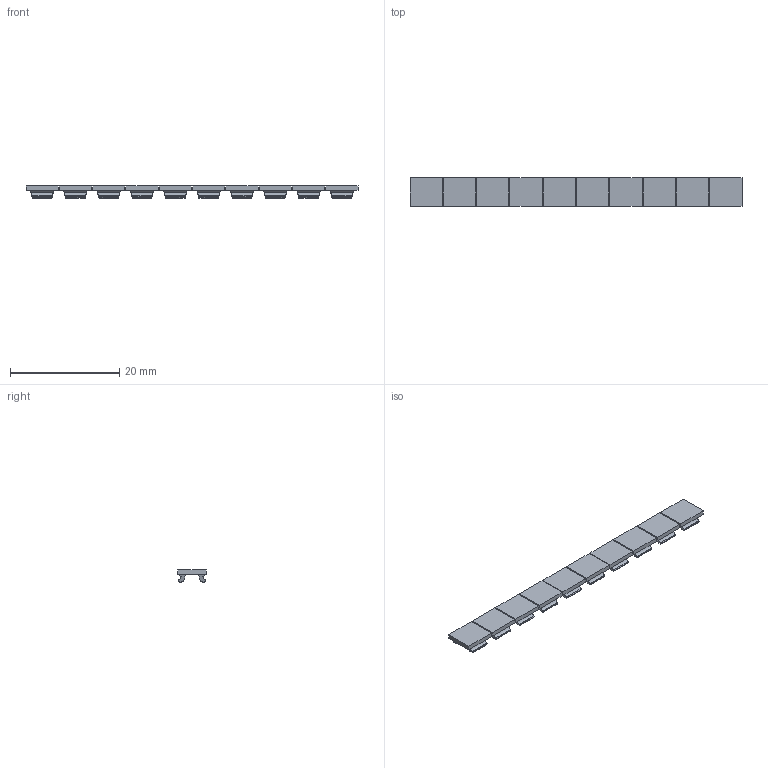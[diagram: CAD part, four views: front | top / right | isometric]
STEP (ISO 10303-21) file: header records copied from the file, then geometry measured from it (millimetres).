
FILE_DESCRIPTION(/* description */ (''),/* implementation_level */ '2;1');
FILE_NAME(/* name */ 'sb6.stp',/* time_stamp */ '2012-01-18T10:06:13+01:00',/* author */ (''),/* organization */ (''),/* preprocessor_version */ 'ST-DEVELOPER v11',/* originating_system */ 'SIEMENS UGS NX 6.0',/* authorisation */ '');
FILE_SCHEMA (('CONFIG_CONTROL_DESIGN'));
Length unit declared in the file: millimetre
Products named in the file (1): sb6
Bounding box: 60.8 x 5.2 x 2.2 mm (x, y, z)
Volume: 339.2 mm3; surface area: 1050.1 mm2
Topology: 1 solids, 1 shells, 356 faces, 948 edges, 632 vertices
Faces by surface type: plane 216, cylinder 140
Entity records: 11198 total; most frequent: DIRECTION 1942, CARTESIAN_POINT 1937, ORIENTED_EDGE 1896, EDGE_CURVE 948, LINE 668, VECTOR 668, AXIS2_PLACEMENT_3D 637, VERTEX_POINT 632
